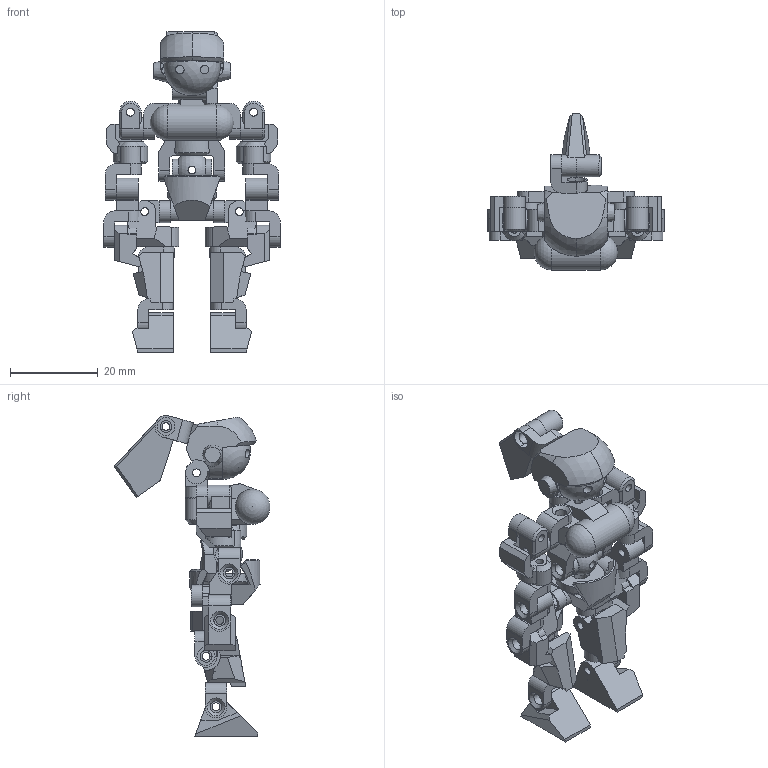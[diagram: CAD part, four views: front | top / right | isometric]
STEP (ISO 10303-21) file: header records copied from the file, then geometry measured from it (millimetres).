
FILE_DESCRIPTION(/* description */ (''),/* implementation_level */ '2;1');
FILE_NAME(/* name */ '70mmBigEye v3.step',/* time_stamp */ '2021-08-04T20:28:08+09:00',/* author */ (''),/* organization */ (''),/* preprocessor_version */ 'ST-DEVELOPER v18.1',/* originating_system */ 'Autodesk Translation Framework v10.9.0.1377',/* authorisation */ '');
FILE_SCHEMA (('AUTOMOTIVE_DESIGN { 1 0 10303 214 3 1 1 }'));
Length unit declared in the file: millimetre
Products named in the file (7): 70mmBigEye; head; body; Arm; Reg; RegR; ArmR
Assembly tree (6 placements, depth 2):
  70mmBigEye
    head
    body
    Arm
    Reg
    RegR
    ArmR
Bounding box: 40.14 x 35.46 x 72.95 mm (x, y, z)
Volume: 12482.2 mm3; surface area: 13550.4 mm2
Topology: 36 solids, 36 shells, 658 faces, 1703 edges, 1115 vertices
Faces by surface type: plane 382, cylinder 190, cone 62, bspline 18, sphere 6
Full cylindrical faces by diameter (mm): 1.5 x2, 1.8 x34, 1.92 x2, 2.7 x35, 5 x4, 6.5 x2, 11 x1
Entity records: 21301 total; most frequent: CARTESIAN_POINT 4614, ORIENTED_EDGE 3400, DIRECTION 3386, EDGE_CURVE 1700, AXIS2_PLACEMENT_3D 1179, VERTEX_POINT 1115, LINE 1028, VECTOR 1028
